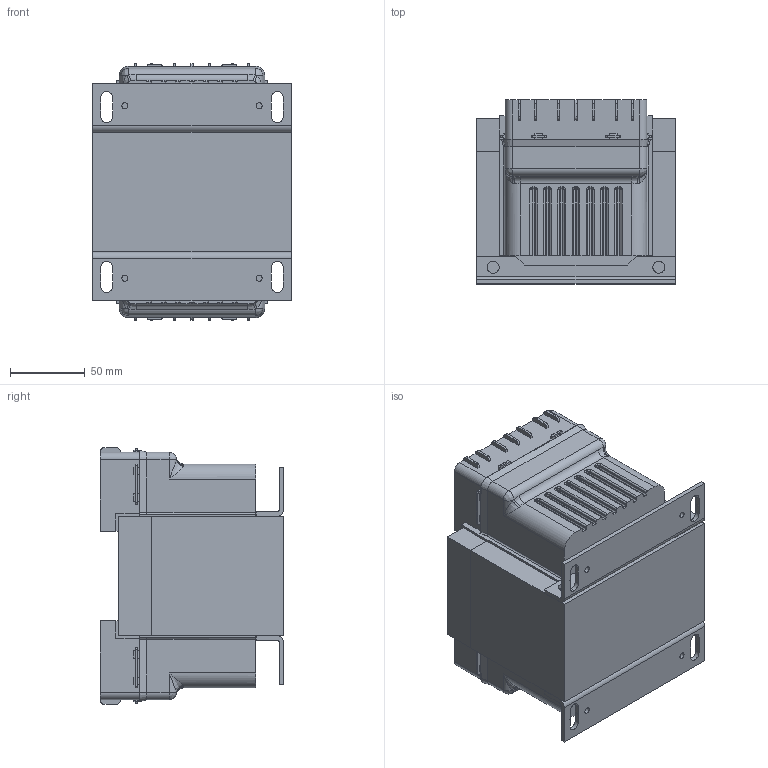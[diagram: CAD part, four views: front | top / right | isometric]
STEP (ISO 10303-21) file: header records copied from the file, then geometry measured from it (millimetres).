
FILE_DESCRIPTION (( 'STEP AP214' ), '1' );
FILE_NAME ('PH750MLI.step', '2019-03-27T13:30:35', ( '' ), ( '' ), 'SwSTEP 2.0', 'SolidWorks 2018', '' );
FILE_SCHEMA (( 'AUTOMOTIVE_DESIGN' ));
Length unit declared in the file: inch
Products named in the file (1): PH750MLI
Bounding box: 133.35 x 123.12 x 171.87 mm (x, y, z)
Volume: 2001715.8 mm3; surface area: 214605.9 mm2
Topology: 8 solids, 8 shells, 722 faces, 1910 edges, 1176 vertices
Faces by surface type: plane 414, cylinder 214, bspline 90, cone 4
Entity records: 24750 total; most frequent: CARTESIAN_POINT 7290, ORIENTED_EDGE 3748, DIRECTION 3380, EDGE_CURVE 1874, VECTOR 1346, LINE 1346, VERTEX_POINT 1176, AXIS2_PLACEMENT_3D 1017
